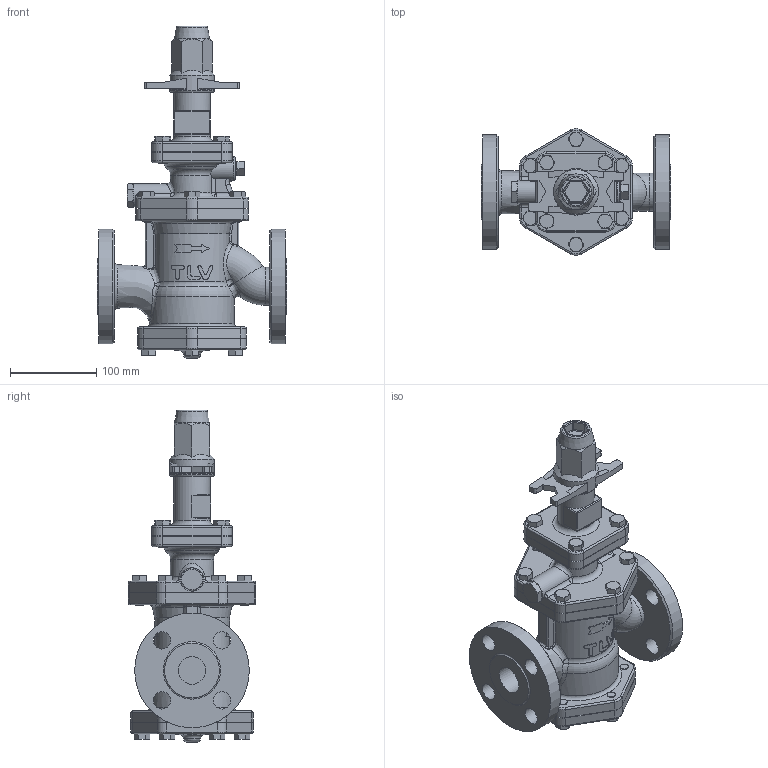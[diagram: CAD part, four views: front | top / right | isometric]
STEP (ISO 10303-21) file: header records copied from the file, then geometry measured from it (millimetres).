
FILE_DESCRIPTION(/* description */ (''),/* implementation_level */ '2;1');
FILE_NAME(/* name */ 'csr16-032-a0300-00.stp',/* time_stamp */ '2018-02-07T16:52:41+09:00',/* author */ ('nakaot'),/* organization */ (''),/* preprocessor_version */ 'ST-DEVELOPER v15.6',/* originating_system */ 'Autodesk Inventor 2015',/* authorisation */ '');
FILE_SCHEMA (('CONFIG_CONTROL_DESIGN'));
Length unit declared in the file: millimetre
Products named in the file (1): csr16-032-a0300-00
Bounding box: 220 x 147.34 x 385 mm (x, y, z)
Volume: 2776737.6 mm3; surface area: 302880.6 mm2
Topology: 1 solids, 1 shells, 817 faces, 1966 edges, 1208 vertices
Faces by surface type: plane 308, cylinder 210, cone 122, bspline 97, torus 69, sphere 11
Full cylindrical faces by diameter (mm): 10 x32, 12 x16, 20 x8, 27 x1, 28 x1, 32 x2, 42 x1, 44 x1, 52 x1, 70 x1, 90 x2, 133 x2
Entity records: 35052 total; most frequent: CARTESIAN_POINT 17611, ORIENTED_EDGE 3660, DIRECTION 3433, EDGE_CURVE 1830, AXIS2_PLACEMENT_3D 1380, VERTEX_POINT 1171, EDGE_LOOP 1021, FACE_OUTER_BOUND 817
